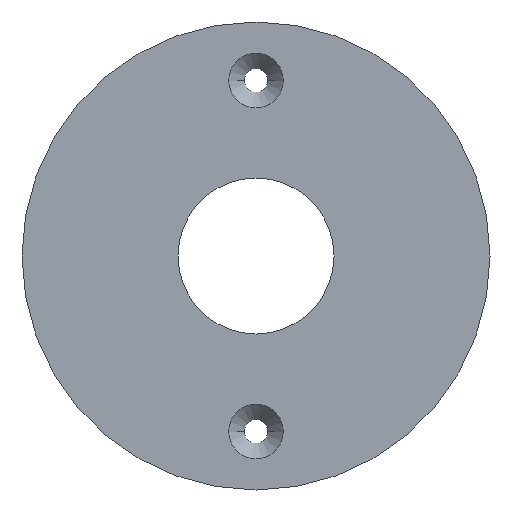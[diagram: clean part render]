
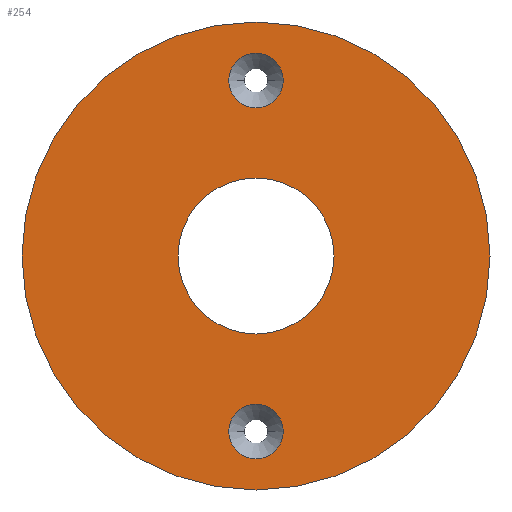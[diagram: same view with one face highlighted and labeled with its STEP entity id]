
A CAD part, front view. The second image highlights one B-rep face of the part: STEP entity #254.
In plain terms, the highlighted planar face has unit normal (0, -1, 0).
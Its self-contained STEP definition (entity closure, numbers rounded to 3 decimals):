
#1=CARTESIAN_POINT('',(0.,0.,0.));
#2=DIRECTION('',(0.,1.,0.));
#3=DIRECTION('',(1.,0.,0.));
#4=AXIS2_PLACEMENT_3D('',#1,#2,#3);
#6=CARTESIAN_POINT('',(0.,0.,0.));
#7=DIRECTION('',(0.,1.,0.));
#8=DIRECTION('',(-1.,0.,0.));
#9=AXIS2_PLACEMENT_3D('',#6,#7,#8);
#11=CARTESIAN_POINT('',(0.,0.,0.));
#12=DIRECTION('',(0.,-1.,0.));
#13=DIRECTION('',(1.,0.,0.));
#14=AXIS2_PLACEMENT_3D('',#11,#12,#13);
#16=CARTESIAN_POINT('',(0.,0.,0.));
#17=DIRECTION('',(0.,-1.,0.));
#18=DIRECTION('',(-1.,0.,0.));
#19=AXIS2_PLACEMENT_3D('',#16,#17,#18);
#21=CARTESIAN_POINT('',(0.,0.,-22.5));
#22=DIRECTION('',(0.,1.,0.));
#23=DIRECTION('',(-1.,0.,0.));
#24=AXIS2_PLACEMENT_3D('',#21,#22,#23);
#26=CARTESIAN_POINT('',(0.,0.,-22.5));
#27=DIRECTION('',(0.,1.,0.));
#28=DIRECTION('',(1.,0.,0.));
#29=AXIS2_PLACEMENT_3D('',#26,#27,#28);
#31=CARTESIAN_POINT('',(0.,0.,22.5));
#32=DIRECTION('',(0.,1.,0.));
#33=DIRECTION('',(-1.,0.,0.));
#34=AXIS2_PLACEMENT_3D('',#31,#32,#33);
#36=CARTESIAN_POINT('',(0.,0.,22.5));
#37=DIRECTION('',(0.,1.,0.));
#38=DIRECTION('',(1.,0.,0.));
#39=AXIS2_PLACEMENT_3D('',#36,#37,#38);
#177=CARTESIAN_POINT('',(30.,0.,0.));
#178=CARTESIAN_POINT('',(-30.,0.,0.));
#179=VERTEX_POINT('',#177);
#180=VERTEX_POINT('',#178);
#181=CARTESIAN_POINT('',(10.,0.,0.));
#182=CARTESIAN_POINT('',(-10.,0.,0.));
#183=VERTEX_POINT('',#181);
#184=VERTEX_POINT('',#182);
#209=CARTESIAN_POINT('',(-3.5,0.,-22.5));
#210=CARTESIAN_POINT('',(3.5,0.,-22.5));
#211=VERTEX_POINT('',#209);
#212=VERTEX_POINT('',#210);
#217=CARTESIAN_POINT('',(-3.5,0.,22.5));
#218=CARTESIAN_POINT('',(3.5,0.,22.5));
#219=VERTEX_POINT('',#217);
#220=VERTEX_POINT('',#218);
#225=CARTESIAN_POINT('',(0.,0.,0.));
#226=DIRECTION('',(0.,1.,0.));
#227=DIRECTION('',(1.,0.,0.));
#228=AXIS2_PLACEMENT_3D('',#225,#226,#227);
#229=PLANE('',#228);
#231=ORIENTED_EDGE('',*,*,#230,.T.);
#233=ORIENTED_EDGE('',*,*,#232,.T.);
#234=EDGE_LOOP('',(#231,#233));
#235=FACE_OUTER_BOUND('',#234,.F.);
#237=ORIENTED_EDGE('',*,*,#236,.T.);
#239=ORIENTED_EDGE('',*,*,#238,.T.);
#240=EDGE_LOOP('',(#237,#239));
#241=FACE_BOUND('',#240,.F.);
#243=ORIENTED_EDGE('',*,*,#242,.F.);
#245=ORIENTED_EDGE('',*,*,#244,.F.);
#246=EDGE_LOOP('',(#243,#245));
#247=FACE_BOUND('',#246,.F.);
#249=ORIENTED_EDGE('',*,*,#248,.F.);
#251=ORIENTED_EDGE('',*,*,#250,.F.);
#252=EDGE_LOOP('',(#249,#251));
#253=FACE_BOUND('',#252,.F.);
#254=ADVANCED_FACE('',(#235,#241,#247,#253),#229,.F.);
#5=CIRCLE('',#4,30.);
#10=CIRCLE('',#9,30.);
#15=CIRCLE('',#14,10.);
#20=CIRCLE('',#19,10.);
#25=CIRCLE('',#24,3.5);
#30=CIRCLE('',#29,3.5);
#35=CIRCLE('',#34,3.5);
#40=CIRCLE('',#39,3.5);
#230=EDGE_CURVE('',#179,#180,#5,.T.);
#232=EDGE_CURVE('',#180,#179,#10,.T.);
#236=EDGE_CURVE('',#183,#184,#15,.T.);
#238=EDGE_CURVE('',#184,#183,#20,.T.);
#242=EDGE_CURVE('',#211,#212,#25,.T.);
#244=EDGE_CURVE('',#212,#211,#30,.T.);
#248=EDGE_CURVE('',#219,#220,#35,.T.);
#250=EDGE_CURVE('',#220,#219,#40,.T.);
